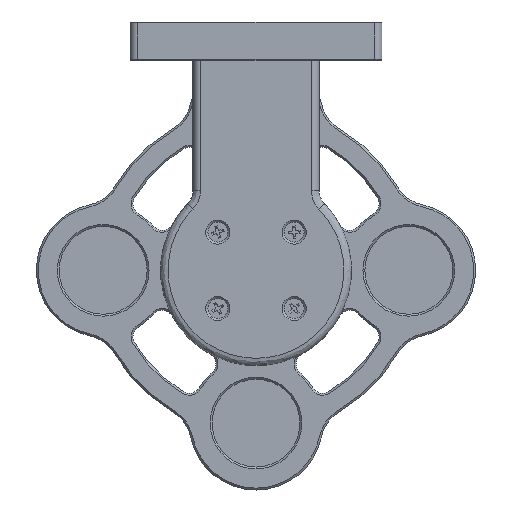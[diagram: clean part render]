
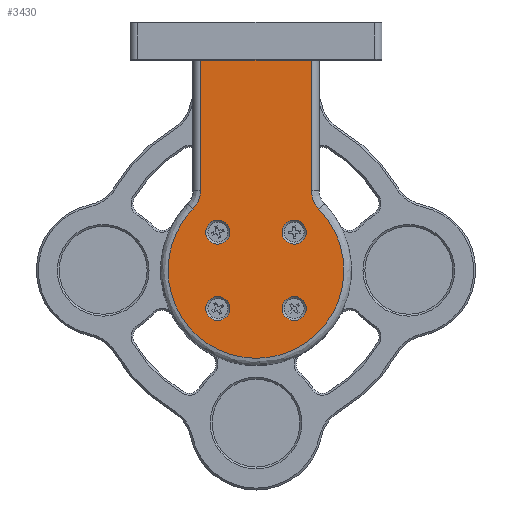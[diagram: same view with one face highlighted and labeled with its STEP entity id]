
A CAD part, front view. The second image highlights one B-rep face of the part: STEP entity #3430.
In plain terms, the highlighted planar face has unit normal (0, -1, 0).
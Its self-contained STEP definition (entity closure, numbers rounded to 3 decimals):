
#64 = EDGE_CURVE ( 'NONE', #11161, #11161, #7752, .T. ) ;
#201 = LINE ( 'NONE', #13557, #5741 ) ;
#240 = CARTESIAN_POINT ( 'NONE',  ( -21.124, 3.042, 87.364 ) ) ;
#534 = EDGE_CURVE ( 'NONE', #5439, #5439, #15127, .T. ) ;
#1176 = EDGE_LOOP ( 'NONE', ( #13555 ) ) ;
#1303 = ORIENTED_EDGE ( 'NONE', *, *, #10012, .F. ) ;
#1805 = EDGE_LOOP ( 'NONE', ( #14080 ) ) ;
#1938 = CIRCLE ( 'NONE', #5889, 3.15 ) ;
#1973 = CARTESIAN_POINT ( 'NONE',  ( -36.319, 3.042, 70. ) ) ;
#2020 = ORIENTED_EDGE ( 'NONE', *, *, #9819, .F. ) ;
#2288 = DIRECTION ( 'NONE',  ( 0., 0., 1. ) ) ;
#2362 = EDGE_LOOP ( 'NONE', ( #12887 ) ) ;
#2373 = EDGE_CURVE ( 'NONE', #8470, #8470, #12920, .T. ) ;
#2554 = AXIS2_PLACEMENT_3D ( 'NONE', #16558, #9298, #15121 ) ;
#2638 = DIRECTION ( 'NONE',  ( 0., 0., -1. ) ) ;
#2801 = ORIENTED_EDGE ( 'NONE', *, *, #18861, .F. ) ;
#3241 = VERTEX_POINT ( 'NONE', #12118 ) ;
#3375 = CARTESIAN_POINT ( 'NONE',  ( -21.819, 3.042, 125. ) ) ;
#3391 =( BOUNDED_CURVE ( )  B_SPLINE_CURVE ( 3, ( #12251, #16347, #16716, #10619, #15293, #4990, #13863 ),
 .UNSPECIFIED., .F., .F. ) 
 B_SPLINE_CURVE_WITH_KNOTS ( ( 4, 3, 4 ),
 ( 0., 0.5, 1. ),
 .UNSPECIFIED. ) 
 CURVE ( )  GEOMETRIC_REPRESENTATION_ITEM ( )  RATIONAL_B_SPLINE_CURVE ( ( 1., 0.593, 0.593, 1., 0.593, 0.593, 1. ) ) 
 REPRESENTATION_ITEM ( '' )  );
#3430 = ADVANCED_FACE ( 'NONE', ( #7015, #12940, #18654, #11418, #4248 ), #15041, .F. ) ;
#3600 = CARTESIAN_POINT ( 'NONE',  ( -26.319, 3.042, 60. ) ) ;
#4015 = LINE ( 'NONE', #12505, #8558 ) ;
#4248 = FACE_BOUND ( 'NONE', #1805, .T. ) ;
#4339 = CARTESIAN_POINT ( 'NONE',  ( -19.836, 3.042, 86.041 ) ) ;
#4696 = AXIS2_PLACEMENT_3D ( 'NONE', #1973, #9013, #10553 ) ;
#4990 = CARTESIAN_POINT ( 'NONE',  ( -69.426, 3.042, 68.958 ) ) ;
#5331 = DIRECTION ( 'NONE',  ( 0., -1., 0. ) ) ;
#5439 = VERTEX_POINT ( 'NONE', #15565 ) ;
#5741 = VECTOR ( 'NONE', #16232, 1000. ) ;
#5889 = AXIS2_PLACEMENT_3D ( 'NONE', #14201, #5331, #2638 ) ;
#6557 =( BOUNDED_CURVE ( )  B_SPLINE_CURVE ( 3, ( #8716, #10254, #240, #4339 ),
 .UNSPECIFIED., .F., .F. ) 
 B_SPLINE_CURVE_WITH_KNOTS ( ( 4, 4 ),
 ( 0., 1. ),
 .UNSPECIFIED. ) 
 CURVE ( )  GEOMETRIC_REPRESENTATION_ITEM ( )  RATIONAL_B_SPLINE_CURVE ( ( 1., 0.951, 0.951, 1. ) ) 
 REPRESENTATION_ITEM ( '' )  );
#7015 = FACE_OUTER_BOUND ( 'NONE', #13253, .T. ) ;
#7752 = CIRCLE ( 'NONE', #14163, 3.15 ) ;
#7803 = LINE ( 'NONE', #18189, #15520 ) ;
#8008 = CARTESIAN_POINT ( 'NONE',  ( -46.319, 3.042, 76.85 ) ) ;
#8232 = VERTEX_POINT ( 'NONE', #15028 ) ;
#8452 = CARTESIAN_POINT ( 'NONE',  ( -50.819, 3.042, 89.075 ) ) ;
#8470 = VERTEX_POINT ( 'NONE', #18874 ) ;
#8558 = VECTOR ( 'NONE', #2288, 1000. ) ;
#8716 = CARTESIAN_POINT ( 'NONE',  ( -21.819, 3.042, 90.922 ) ) ;
#8997 = DIRECTION ( 'NONE',  ( 0., -1., 0. ) ) ;
#9013 = DIRECTION ( 'NONE',  ( 0., 1., 0. ) ) ;
#9103 = EDGE_CURVE ( 'NONE', #3241, #3241, #1938, .T. ) ;
#9235 = VERTEX_POINT ( 'NONE', #10085 ) ;
#9298 = DIRECTION ( 'NONE',  ( 0., -1., 0. ) ) ;
#9420 = DIRECTION ( 'NONE',  ( 0., -1., 0. ) ) ;
#9819 = EDGE_CURVE ( 'NONE', #17194, #17391, #201, .T. ) ;
#9975 = ORIENTED_EDGE ( 'NONE', *, *, #17131, .F. ) ;
#10012 = EDGE_CURVE ( 'NONE', #9235, #17194, #7803, .T. ) ;
#10085 = CARTESIAN_POINT ( 'NONE',  ( -50.819, 3.042, 125. ) ) ;
#10152 = CARTESIAN_POINT ( 'NONE',  ( -46.319, 3.042, 80. ) ) ;
#10183 = EDGE_CURVE ( 'NONE', #16565, #14869, #11801, .T. ) ;
#10246 = AXIS2_PLACEMENT_3D ( 'NONE', #3600, #9420, #18383 ) ;
#10254 = CARTESIAN_POINT ( 'NONE',  ( -21.819, 3.042, 89.075 ) ) ;
#10553 = DIRECTION ( 'NONE',  ( 0., 0., 1. ) ) ;
#10619 = CARTESIAN_POINT ( 'NONE',  ( -36.319, 3.042, 47. ) ) ;
#10779 = EDGE_CURVE ( 'NONE', #17391, #8232, #6557, .T. ) ;
#10968 = ORIENTED_EDGE ( 'NONE', *, *, #10779, .F. ) ;
#11161 = VERTEX_POINT ( 'NONE', #8008 ) ;
#11418 = FACE_BOUND ( 'NONE', #2362, .T. ) ;
#11801 =( BOUNDED_CURVE ( )  B_SPLINE_CURVE ( 3, ( #12681, #14384, #8452, #14014 ),
 .UNSPECIFIED., .F., .F. ) 
 B_SPLINE_CURVE_WITH_KNOTS ( ( 4, 4 ),
 ( 0., 1. ),
 .UNSPECIFIED. ) 
 CURVE ( )  GEOMETRIC_REPRESENTATION_ITEM ( )  RATIONAL_B_SPLINE_CURVE ( ( 1., 0.951, 0.951, 1. ) ) 
 REPRESENTATION_ITEM ( '' )  );
#11876 = DIRECTION ( 'NONE',  ( 0., 0., -1. ) ) ;
#12078 = CARTESIAN_POINT ( 'NONE',  ( -50.819, 3.042, 90.922 ) ) ;
#12118 = CARTESIAN_POINT ( 'NONE',  ( -46.319, 3.042, 56.85 ) ) ;
#12251 = CARTESIAN_POINT ( 'NONE',  ( -19.836, 3.042, 86.041 ) ) ;
#12357 = CARTESIAN_POINT ( 'NONE',  ( -52.802, 3.042, 86.041 ) ) ;
#12505 = CARTESIAN_POINT ( 'NONE',  ( -50.819, 3.042, 70. ) ) ;
#12585 = ORIENTED_EDGE ( 'NONE', *, *, #64, .F. ) ;
#12681 = CARTESIAN_POINT ( 'NONE',  ( -52.802, 3.042, 86.041 ) ) ;
#12887 = ORIENTED_EDGE ( 'NONE', *, *, #2373, .F. ) ;
#12920 = CIRCLE ( 'NONE', #2554, 3.15 ) ;
#12940 = FACE_BOUND ( 'NONE', #1176, .T. ) ;
#13253 = EDGE_LOOP ( 'NONE', ( #2020, #1303, #2801, #15801, #9975, #10968 ) ) ;
#13555 = ORIENTED_EDGE ( 'NONE', *, *, #534, .F. ) ;
#13557 = CARTESIAN_POINT ( 'NONE',  ( -21.819, 3.042, 70. ) ) ;
#13661 = EDGE_LOOP ( 'NONE', ( #12585 ) ) ;
#13863 = CARTESIAN_POINT ( 'NONE',  ( -52.802, 3.042, 86.041 ) ) ;
#14014 = CARTESIAN_POINT ( 'NONE',  ( -50.819, 3.042, 90.922 ) ) ;
#14080 = ORIENTED_EDGE ( 'NONE', *, *, #9103, .F. ) ;
#14163 = AXIS2_PLACEMENT_3D ( 'NONE', #10152, #8997, #11876 ) ;
#14201 = CARTESIAN_POINT ( 'NONE',  ( -46.319, 3.042, 60. ) ) ;
#14384 = CARTESIAN_POINT ( 'NONE',  ( -51.514, 3.042, 87.364 ) ) ;
#14869 = VERTEX_POINT ( 'NONE', #12078 ) ;
#15028 = CARTESIAN_POINT ( 'NONE',  ( -19.836, 3.042, 86.041 ) ) ;
#15041 = PLANE ( 'NONE',  #4696 ) ;
#15121 = DIRECTION ( 'NONE',  ( 0., 0., -1. ) ) ;
#15127 = CIRCLE ( 'NONE', #10246, 3.15 ) ;
#15293 = CARTESIAN_POINT ( 'NONE',  ( -60.155, 3.042, 47. ) ) ;
#15520 = VECTOR ( 'NONE', #16782, 1000. ) ;
#15565 = CARTESIAN_POINT ( 'NONE',  ( -26.319, 3.042, 56.85 ) ) ;
#15801 = ORIENTED_EDGE ( 'NONE', *, *, #10183, .F. ) ;
#16232 = DIRECTION ( 'NONE',  ( 0., 0., -1. ) ) ;
#16241 = CARTESIAN_POINT ( 'NONE',  ( -21.819, 3.042, 90.922 ) ) ;
#16347 = CARTESIAN_POINT ( 'NONE',  ( -3.213, 3.042, 68.958 ) ) ;
#16558 = CARTESIAN_POINT ( 'NONE',  ( -26.319, 3.042, 80. ) ) ;
#16565 = VERTEX_POINT ( 'NONE', #12357 ) ;
#16716 = CARTESIAN_POINT ( 'NONE',  ( -12.484, 3.042, 47. ) ) ;
#16782 = DIRECTION ( 'NONE',  ( 1., 0., 0. ) ) ;
#17131 = EDGE_CURVE ( 'NONE', #8232, #16565, #3391, .T. ) ;
#17194 = VERTEX_POINT ( 'NONE', #3375 ) ;
#17391 = VERTEX_POINT ( 'NONE', #16241 ) ;
#18189 = CARTESIAN_POINT ( 'NONE',  ( -36.319, 3.042, 125. ) ) ;
#18383 = DIRECTION ( 'NONE',  ( 0., 0., -1. ) ) ;
#18654 = FACE_BOUND ( 'NONE', #13661, .T. ) ;
#18861 = EDGE_CURVE ( 'NONE', #14869, #9235, #4015, .T. ) ;
#18874 = CARTESIAN_POINT ( 'NONE',  ( -26.319, 3.042, 76.85 ) ) ;
